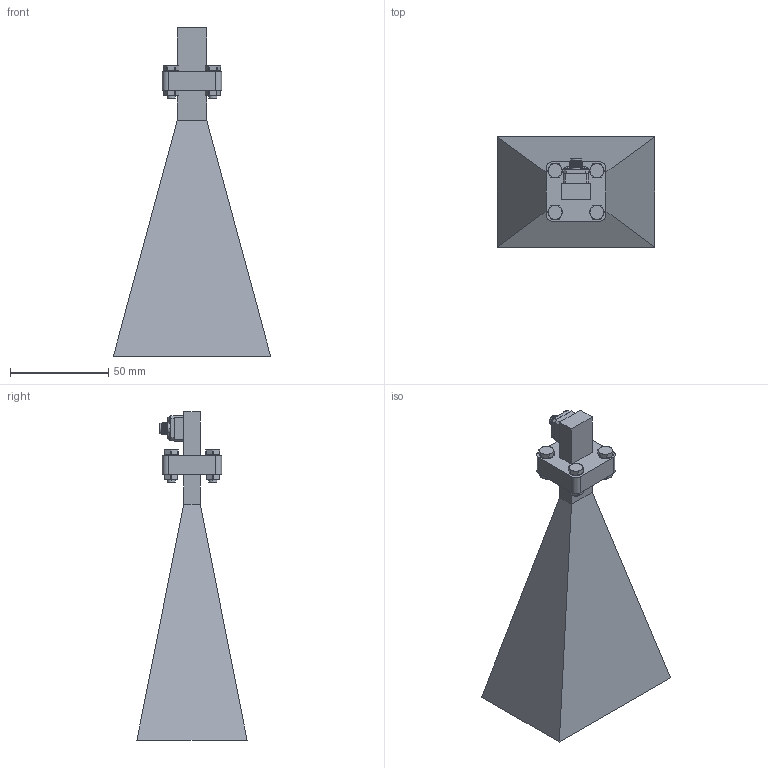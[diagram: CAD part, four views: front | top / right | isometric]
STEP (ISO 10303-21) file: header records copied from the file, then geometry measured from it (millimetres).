
FILE_DESCRIPTION (( 'STEP AP203' ), '1' );
FILE_NAME ('AR-5C1-R-H1.STEP', '2025-11-25T17:23:46', ( '' ), ( '' ), 'SwSTEP 2.0', 'SolidWorks 2021', '' );
FILE_SCHEMA (( 'CONFIG_CONTROL_DESIGN' ));
Length unit declared in the file: inch
Products named in the file (1): AR-5C1-R-H1
Bounding box: 80 x 56 x 167 mm (x, y, z)
Volume: 230665.2 mm3; surface area: 29857.5 mm2
Topology: 1 solids, 1 shells, 373 faces, 925 edges, 585 vertices
Faces by surface type: plane 173, cone 94, cylinder 92, sphere 8, bspline 6
Entity records: 13249 total; most frequent: CARTESIAN_POINT 4635, ORIENTED_EDGE 1850, DIRECTION 1664, EDGE_CURVE 925, AXIS2_PLACEMENT_3D 636, VERTEX_POINT 585, EDGE_LOOP 404, VECTOR 392
